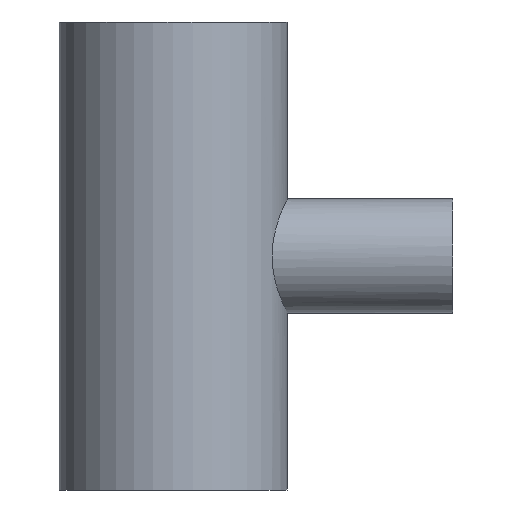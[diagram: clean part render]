
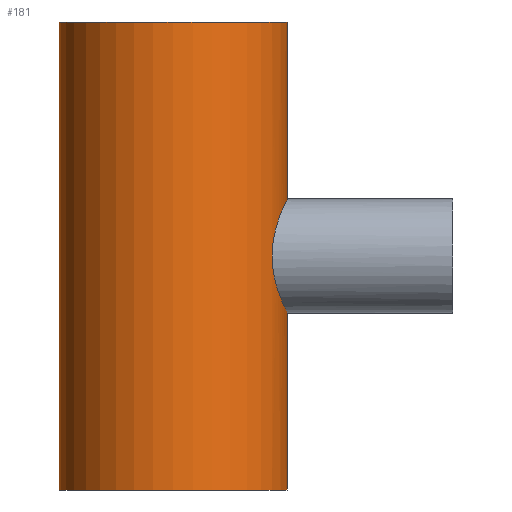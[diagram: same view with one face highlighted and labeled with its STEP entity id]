
A CAD part, front view. The second image highlights one B-rep face of the part: STEP entity #181.
In plain terms, the highlighted cylindrical face has radius 40 mm (diameter 80 mm), a partial arc.
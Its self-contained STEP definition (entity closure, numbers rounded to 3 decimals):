
#3 = CARTESIAN_POINT ( 'NONE',  ( 34.642, -19.999, 1.35 ) ) ;
#10 = CARTESIAN_POINT ( 'NONE',  ( 38.722, -10.094, 17.315 ) ) ;
#15 = DIRECTION ( 'NONE',  ( 0., 0., -1. ) ) ;
#20 = CARTESIAN_POINT ( 'NONE',  ( 37.067, -15.042, 13.197 ) ) ;
#27 = CARTESIAN_POINT ( 'NONE',  ( 40., -1.346, 20. ) ) ;
#32 = CARTESIAN_POINT ( 'NONE',  ( 39.932, -2.665, 19.866 ) ) ;
#39 = CARTESIAN_POINT ( 'NONE',  ( 39.655, -5.252, -19.301 ) ) ;
#60 = EDGE_CURVE ( 'NONE', #840, #677, #253, .T. ) ;
#96 = CARTESIAN_POINT ( 'NONE',  ( 39.659, -5.248, 19.311 ) ) ;
#103 = CARTESIAN_POINT ( 'NONE',  ( 35.035, -19.302, 5.248 ) ) ;
#106 = LINE ( 'NONE', #488, #515 ) ;
#112 = CARTESIAN_POINT ( 'NONE',  ( 34.641, -20., -0.313 ) ) ;
#119 = CARTESIAN_POINT ( 'NONE',  ( 35.361, -18.7, -7.124 ) ) ;
#124 = CARTESIAN_POINT ( 'NONE',  ( 34.679, -19.934, -1.654 ) ) ;
#130 = CARTESIAN_POINT ( 'NONE',  ( 39.611, -5.571, -19.211 ) ) ;
#158 = CARTESIAN_POINT ( 'NONE',  ( 40., 0., -82. ) ) ;
#181 = ADVANCED_FACE ( 'NONE', ( #790 ), #200, .T. ) ;
#185 = AXIS2_PLACEMENT_3D ( 'NONE', #1051, #387, #191 ) ;
#189 = DIRECTION ( 'NONE',  ( 0., 0., -1. ) ) ;
#191 = DIRECTION ( 'NONE',  ( 1., 0., 0. ) ) ;
#196 = CARTESIAN_POINT ( 'NONE',  ( 34.645, -19.992, -0.647 ) ) ;
#200 = CYLINDRICAL_SURFACE ( 'NONE', #1133, 40. ) ;
#205 = CARTESIAN_POINT ( 'NONE',  ( 39.467, -6.516, 18.912 ) ) ;
#211 = CARTESIAN_POINT ( 'NONE',  ( 34.736, -19.835, -2.651 ) ) ;
#219 = CARTESIAN_POINT ( 'NONE',  ( 38.096, -12.245, -15.867 ) ) ;
#231 = CARTESIAN_POINT ( 'NONE',  ( 38.998, -8.917, -17.914 ) ) ;
#236 = EDGE_CURVE ( 'NONE', #775, #399, #1228, .T. ) ;
#244 = CARTESIAN_POINT ( 'NONE',  ( 0., 0., -82. ) ) ;
#253 = CIRCLE ( 'NONE', #1149, 40. ) ;
#287 = CARTESIAN_POINT ( 'NONE',  ( 36.724, -15.86, 12.201 ) ) ;
#295 = CARTESIAN_POINT ( 'NONE',  ( 39.518, -6.2, 19.018 ) ) ;
#302 = CARTESIAN_POINT ( 'NONE',  ( 34.719, -19.866, 2.663 ) ) ;
#313 = EDGE_CURVE ( 'NONE', #1209, #677, #106, .T. ) ;
#317 = LINE ( 'NONE', #407, #1213 ) ;
#330 = CARTESIAN_POINT ( 'NONE',  ( 39.364, -7.13, -18.697 ) ) ;
#358 = CARTESIAN_POINT ( 'NONE',  ( 40., 0., 82. ) ) ;
#377 = CARTESIAN_POINT ( 'NONE',  ( 34.664, -19.959, -1.318 ) ) ;
#379 = DIRECTION ( 'NONE',  ( 0., 0., -1. ) ) ;
#385 = CARTESIAN_POINT ( 'NONE',  ( 36.557, -16.241, -11.689 ) ) ;
#387 = DIRECTION ( 'NONE',  ( 0., 0., 1. ) ) ;
#388 = VERTEX_POINT ( 'NONE', #551 ) ;
#392 = CARTESIAN_POINT ( 'NONE',  ( 39.303, -7.442, 18.567 ) ) ;
#399 = VERTEX_POINT ( 'NONE', #358 ) ;
#407 = CARTESIAN_POINT ( 'NONE',  ( -40., 0., 82. ) ) ;
#416 = CARTESIAN_POINT ( 'NONE',  ( 39.934, -2.646, -19.869 ) ) ;
#422 = B_SPLINE_CURVE_WITH_KNOTS ( 'NONE', 3,
 ( #956, #27, #32, #795, #96, #295, #205, #696, #392, #475, #10, #970, #600, #769, #891, #1178, #20, #287, #863, #984, #689, #962, #672, #572, #103, #787, #1166, #302, #3, #112, #196, #377, #124, #211, #681, #977, #578, #1069, #119, #504, #886, #385, #1077, #1063, #779, #1158, #219, #509, #608, #231, #899, #330, #990, #130, #39, #516, #1091, #416, #424, #806 ),
 .UNSPECIFIED., .F., .F.,
 ( 4, 2, 2, 2, 2, 2, 2, 2, 2, 2, 2, 2, 2, 2, 2, 2, 2, 2, 2, 2, 2, 2, 2, 2, 2, 2, 2, 2, 2, 4 ),
 ( 0., 0.004, 0.006, 0.007, 0.008, 0.012, 0.014, 0.016, 0.018, 0.02, 0.024, 0.026, 0.027, 0.028, 0.032, 0.033, 0.034, 0.036, 0.038, 0.04, 0.044, 0.046, 0.048, 0.052, 0.054, 0.056, 0.058, 0.059, 0.06, 0.064 ),
 .UNSPECIFIED. ) ;
#424 = CARTESIAN_POINT ( 'NONE',  ( 40., -1.328, -20. ) ) ;
#450 = ORIENTED_EDGE ( 'NONE', *, *, #1029, .F. ) ;
#475 = CARTESIAN_POINT ( 'NONE',  ( 39.005, -8.952, 17.933 ) ) ;
#488 = CARTESIAN_POINT ( 'NONE',  ( 40., 0., 82. ) ) ;
#495 = LINE ( 'NONE', #870, #1117 ) ;
#504 = CARTESIAN_POINT ( 'NONE',  ( 35.756, -17.939, -8.94 ) ) ;
#509 = CARTESIAN_POINT ( 'NONE',  ( 38.569, -10.62, -16.96 ) ) ;
#515 = VECTOR ( 'NONE', #15, 1000. ) ;
#516 = CARTESIAN_POINT ( 'NONE',  ( 39.735, -4.607, -19.465 ) ) ;
#535 = ORIENTED_EDGE ( 'NONE', *, *, #60, .T. ) ;
#551 = CARTESIAN_POINT ( 'NONE',  ( 40., 0., 20. ) ) ;
#572 = CARTESIAN_POINT ( 'NONE',  ( 35.085, -19.212, 5.57 ) ) ;
#578 = CARTESIAN_POINT ( 'NONE',  ( 35.03, -19.313, -5.24 ) ) ;
#591 = EDGE_LOOP ( 'NONE', ( #866, #961, #688, #535, #878, #450 ) ) ;
#600 = CARTESIAN_POINT ( 'NONE',  ( 38.086, -12.235, 15.834 ) ) ;
#608 = CARTESIAN_POINT ( 'NONE',  ( 38.719, -10.06, -17.298 ) ) ;
#668 = DIRECTION ( 'NONE',  ( -1., 0., 0. ) ) ;
#672 = CARTESIAN_POINT ( 'NONE',  ( 35.243, -18.92, 6.518 ) ) ;
#677 = VERTEX_POINT ( 'NONE', #158 ) ;
#681 = CARTESIAN_POINT ( 'NONE',  ( 34.793, -19.736, -3.307 ) ) ;
#688 = ORIENTED_EDGE ( 'NONE', *, *, #953, .T. ) ;
#689 = CARTESIAN_POINT ( 'NONE',  ( 35.754, -17.943, 8.929 ) ) ;
#692 = CARTESIAN_POINT ( 'NONE',  ( -40., 0., -82. ) ) ;
#696 = CARTESIAN_POINT ( 'NONE',  ( 39.36, -7.136, 18.686 ) ) ;
#769 = CARTESIAN_POINT ( 'NONE',  ( 37.752, -13.23, 15.012 ) ) ;
#775 = VERTEX_POINT ( 'NONE', #841 ) ;
#779 = CARTESIAN_POINT ( 'NONE',  ( 37.245, -14.597, -13.687 ) ) ;
#787 = CARTESIAN_POINT ( 'NONE',  ( 34.944, -19.465, 4.605 ) ) ;
#790 = FACE_OUTER_BOUND ( 'NONE', #591, .T. ) ;
#795 = CARTESIAN_POINT ( 'NONE',  ( 39.739, -4.607, 19.473 ) ) ;
#806 = CARTESIAN_POINT ( 'NONE',  ( 40., 0., -20. ) ) ;
#840 = VERTEX_POINT ( 'NONE', #692 ) ;
#841 = CARTESIAN_POINT ( 'NONE',  ( -40., 0., 82. ) ) ;
#863 = CARTESIAN_POINT ( 'NONE',  ( 36.553, -16.249, 11.678 ) ) ;
#866 = ORIENTED_EDGE ( 'NONE', *, *, #1020, .F. ) ;
#870 = CARTESIAN_POINT ( 'NONE',  ( 40., 0., 82. ) ) ;
#878 = ORIENTED_EDGE ( 'NONE', *, *, #313, .F. ) ;
#879 = DIRECTION ( 'NONE',  ( 0., 0., -1. ) ) ;
#886 = CARTESIAN_POINT ( 'NONE',  ( 36.063, -17.323, -10.079 ) ) ;
#889 = CARTESIAN_POINT ( 'NONE',  ( 40., 0., -20. ) ) ;
#891 = CARTESIAN_POINT ( 'NONE',  ( 37.582, -13.705, 14.58 ) ) ;
#899 = CARTESIAN_POINT ( 'NONE',  ( 39.128, -8.331, -18.194 ) ) ;
#904 = DIRECTION ( 'NONE',  ( 1., 0., 0. ) ) ;
#953 = EDGE_CURVE ( 'NONE', #775, #840, #317, .T. ) ;
#956 = CARTESIAN_POINT ( 'NONE',  ( 40., 0., 20. ) ) ;
#961 = ORIENTED_EDGE ( 'NONE', *, *, #236, .F. ) ;
#962 = CARTESIAN_POINT ( 'NONE',  ( 35.363, -18.696, 7.132 ) ) ;
#970 = CARTESIAN_POINT ( 'NONE',  ( 38.251, -11.712, 16.225 ) ) ;
#977 = CARTESIAN_POINT ( 'NONE',  ( 34.939, -19.475, -4.601 ) ) ;
#984 = CARTESIAN_POINT ( 'NONE',  ( 36.059, -17.332, 10.064 ) ) ;
#990 = CARTESIAN_POINT ( 'NONE',  ( 39.471, -6.516, -18.92 ) ) ;
#1020 = EDGE_CURVE ( 'NONE', #399, #388, #495, .T. ) ;
#1029 = EDGE_CURVE ( 'NONE', #388, #1209, #422, .T. ) ;
#1051 = CARTESIAN_POINT ( 'NONE',  ( 0., 0., 82. ) ) ;
#1063 = CARTESIAN_POINT ( 'NONE',  ( 37.072, -15.03, -13.211 ) ) ;
#1069 = CARTESIAN_POINT ( 'NONE',  ( 35.24, -18.926, -6.499 ) ) ;
#1077 = CARTESIAN_POINT ( 'NONE',  ( 36.728, -15.852, -12.212 ) ) ;
#1091 = CARTESIAN_POINT ( 'NONE',  ( 39.772, -4.279, -19.54 ) ) ;
#1098 = DIRECTION ( 'NONE',  ( 0., 0., 1. ) ) ;
#1117 = VECTOR ( 'NONE', #189, 1000. ) ;
#1133 = AXIS2_PLACEMENT_3D ( 'NONE', #1169, #379, #668 ) ;
#1149 = AXIS2_PLACEMENT_3D ( 'NONE', #244, #1098, #904 ) ;
#1158 = CARTESIAN_POINT ( 'NONE',  ( 37.759, -13.236, -15.048 ) ) ;
#1166 = CARTESIAN_POINT ( 'NONE',  ( 34.903, -19.539, 4.282 ) ) ;
#1169 = CARTESIAN_POINT ( 'NONE',  ( 0., 0., 82. ) ) ;
#1178 = CARTESIAN_POINT ( 'NONE',  ( 37.239, -14.611, 13.672 ) ) ;
#1209 = VERTEX_POINT ( 'NONE', #889 ) ;
#1213 = VECTOR ( 'NONE', #879, 1000. ) ;
#1228 = CIRCLE ( 'NONE', #185, 40. ) ;
